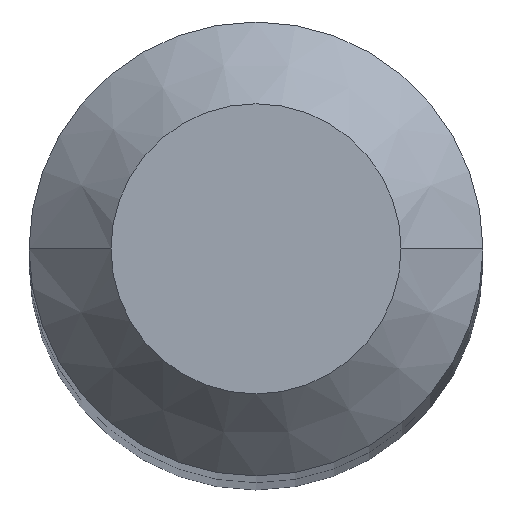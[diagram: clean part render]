
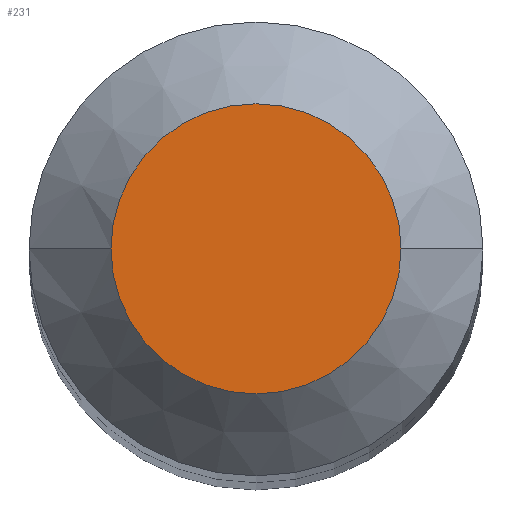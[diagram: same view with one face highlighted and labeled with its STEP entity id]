
A CAD part, top view. The second image highlights one B-rep face of the part: STEP entity #231.
In plain terms, the highlighted planar face has unit normal (0, 0, 1).
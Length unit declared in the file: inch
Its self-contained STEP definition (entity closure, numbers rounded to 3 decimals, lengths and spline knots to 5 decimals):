
#1 = AXIS2_PLACEMENT_3D ( 'NONE', #169, #382, #235 ) ;
#6 = EDGE_CURVE ( 'NONE', #109, #16, #318, .T. ) ;
#8 = CARTESIAN_POINT ( 'NONE',  ( 0., 0., 0. ) ) ;
#16 = VERTEX_POINT ( 'NONE', #218 ) ;
#29 = EDGE_CURVE ( 'NONE', #16, #109, #244, .T. ) ;
#45 = CARTESIAN_POINT ( 'NONE',  ( -0.05535, 0., 0. ) ) ;
#64 = DIRECTION ( 'NONE',  ( 1., 0., 0. ) ) ;
#65 = AXIS2_PLACEMENT_3D ( 'NONE', #131, #314, #64 ) ;
#92 = DIRECTION ( 'NONE',  ( 1., 0., 0. ) ) ;
#109 = VERTEX_POINT ( 'NONE', #45 ) ;
#116 = ORIENTED_EDGE ( 'NONE', *, *, #6, .T. ) ;
#131 = CARTESIAN_POINT ( 'NONE',  ( 0., 0., 0. ) ) ;
#154 = EDGE_LOOP ( 'NONE', ( #116, #294 ) ) ;
#169 = CARTESIAN_POINT ( 'NONE',  ( 0., 0., 0. ) ) ;
#197 = DIRECTION ( 'NONE',  ( 0., 0., 1. ) ) ;
#201 = AXIS2_PLACEMENT_3D ( 'NONE', #8, #197, #92 ) ;
#218 = CARTESIAN_POINT ( 'NONE',  ( 0.05535, 0., 0. ) ) ;
#231 = ADVANCED_FACE ( 'NONE', ( #296 ), #319, .F. ) ;
#235 = DIRECTION ( 'NONE',  ( -1., 0., 0. ) ) ;
#244 = CIRCLE ( 'NONE', #65, 0.05535 ) ;
#294 = ORIENTED_EDGE ( 'NONE', *, *, #29, .T. ) ;
#296 = FACE_OUTER_BOUND ( 'NONE', #154, .T. ) ;
#314 = DIRECTION ( 'NONE',  ( 0., 0., 1. ) ) ;
#318 = CIRCLE ( 'NONE', #201, 0.05535 ) ;
#319 = PLANE ( 'NONE',  #1 ) ;
#382 = DIRECTION ( 'NONE',  ( 0., 0., -1. ) ) ;
